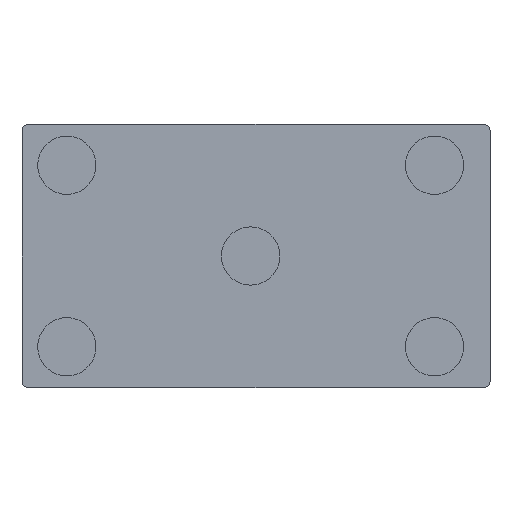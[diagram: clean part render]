
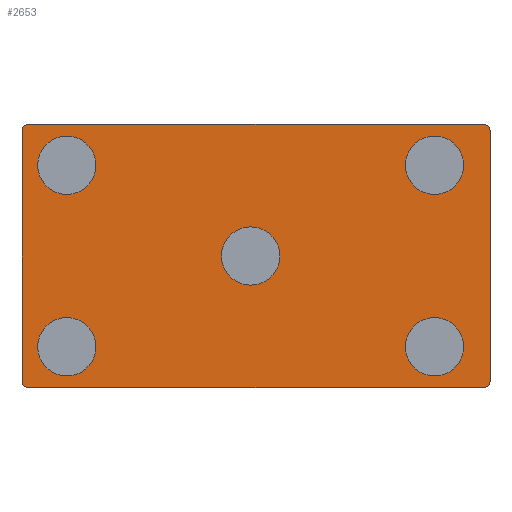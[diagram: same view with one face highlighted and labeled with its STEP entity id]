
A CAD part, front view. The second image highlights one B-rep face of the part: STEP entity #2653.
In plain terms, the highlighted planar face has unit normal (0, -1, 0).
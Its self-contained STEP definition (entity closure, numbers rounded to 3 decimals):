
#54=FACE_BOUND('',#232,.T.);
#55=FACE_BOUND('',#233,.T.);
#56=FACE_BOUND('',#234,.T.);
#57=FACE_BOUND('',#235,.T.);
#58=FACE_BOUND('',#236,.T.);
#76=FACE_OUTER_BOUND('',#231,.T.);
#231=EDGE_LOOP('',(#1755,#1756,#1757,#1758,#1759,#1760,#1761,#1762));
#232=EDGE_LOOP('',(#1763));
#233=EDGE_LOOP('',(#1764));
#234=EDGE_LOOP('',(#1765));
#235=EDGE_LOOP('',(#1766));
#236=EDGE_LOOP('',(#1767));
#408=LINE('',#3815,#730);
#409=LINE('',#3819,#731);
#410=LINE('',#3823,#732);
#411=LINE('',#3826,#733);
#730=VECTOR('',#3049,10.);
#731=VECTOR('',#3052,10.);
#732=VECTOR('',#3055,10.);
#733=VECTOR('',#3058,10.);
#1052=CIRCLE('',#2823,2.5);
#1053=CIRCLE('',#2824,2.5);
#1054=CIRCLE('',#2825,2.5);
#1055=CIRCLE('',#2826,2.5);
#1056=CIRCLE('',#2827,11.);
#1057=CIRCLE('',#2828,11.);
#1058=CIRCLE('',#2829,11.);
#1059=CIRCLE('',#2830,11.);
#1060=CIRCLE('',#2831,11.);
#1112=VERTEX_POINT('',#3811);
#1113=VERTEX_POINT('',#3812);
#1114=VERTEX_POINT('',#3814);
#1115=VERTEX_POINT('',#3816);
#1116=VERTEX_POINT('',#3818);
#1117=VERTEX_POINT('',#3820);
#1118=VERTEX_POINT('',#3822);
#1119=VERTEX_POINT('',#3824);
#1120=VERTEX_POINT('',#3827);
#1121=VERTEX_POINT('',#3829);
#1122=VERTEX_POINT('',#3831);
#1123=VERTEX_POINT('',#3833);
#1124=VERTEX_POINT('',#3835);
#1367=EDGE_CURVE('',#1112,#1113,#1052,.T.);
#1368=EDGE_CURVE('',#1114,#1112,#408,.T.);
#1369=EDGE_CURVE('',#1115,#1114,#1053,.T.);
#1370=EDGE_CURVE('',#1116,#1115,#409,.T.);
#1371=EDGE_CURVE('',#1117,#1116,#1054,.T.);
#1372=EDGE_CURVE('',#1118,#1117,#410,.T.);
#1373=EDGE_CURVE('',#1119,#1118,#1055,.T.);
#1374=EDGE_CURVE('',#1113,#1119,#411,.T.);
#1375=EDGE_CURVE('',#1120,#1120,#1056,.T.);
#1376=EDGE_CURVE('',#1121,#1121,#1057,.T.);
#1377=EDGE_CURVE('',#1122,#1122,#1058,.T.);
#1378=EDGE_CURVE('',#1123,#1123,#1059,.T.);
#1379=EDGE_CURVE('',#1124,#1124,#1060,.T.);
#1755=ORIENTED_EDGE('',*,*,#1367,.F.);
#1756=ORIENTED_EDGE('',*,*,#1368,.F.);
#1757=ORIENTED_EDGE('',*,*,#1369,.F.);
#1758=ORIENTED_EDGE('',*,*,#1370,.F.);
#1759=ORIENTED_EDGE('',*,*,#1371,.F.);
#1760=ORIENTED_EDGE('',*,*,#1372,.F.);
#1761=ORIENTED_EDGE('',*,*,#1373,.F.);
#1762=ORIENTED_EDGE('',*,*,#1374,.F.);
#1763=ORIENTED_EDGE('',*,*,#1375,.F.);
#1764=ORIENTED_EDGE('',*,*,#1376,.F.);
#1765=ORIENTED_EDGE('',*,*,#1377,.F.);
#1766=ORIENTED_EDGE('',*,*,#1378,.F.);
#1767=ORIENTED_EDGE('',*,*,#1379,.F.);
#2531=PLANE('',#2822);
#2653=ADVANCED_FACE('',(#76,#54,#55,#56,#57,#58),#2531,.T.);
#2822=AXIS2_PLACEMENT_3D('',#3810,#3045,#3046);
#2823=AXIS2_PLACEMENT_3D('',#3813,#3047,#3048);
#2824=AXIS2_PLACEMENT_3D('',#3817,#3050,#3051);
#2825=AXIS2_PLACEMENT_3D('',#3821,#3053,#3054);
#2826=AXIS2_PLACEMENT_3D('',#3825,#3056,#3057);
#2827=AXIS2_PLACEMENT_3D('',#3828,#3059,#3060);
#2828=AXIS2_PLACEMENT_3D('',#3830,#3061,#3062);
#2829=AXIS2_PLACEMENT_3D('',#3832,#3063,#3064);
#2830=AXIS2_PLACEMENT_3D('',#3834,#3065,#3066);
#2831=AXIS2_PLACEMENT_3D('',#3836,#3067,#3068);
#3045=DIRECTION('center_axis',(0.,-1.,0.));
#3046=DIRECTION('ref_axis',(0.,0.,-1.));
#3047=DIRECTION('center_axis',(0.,1.,0.));
#3048=DIRECTION('ref_axis',(-0.707,0.,-0.707));
#3049=DIRECTION('',(-1.,0.,0.));
#3050=DIRECTION('center_axis',(0.,1.,0.));
#3051=DIRECTION('ref_axis',(0.707,0.,-0.707));
#3052=DIRECTION('',(0.,0.,-1.));
#3053=DIRECTION('center_axis',(0.,1.,0.));
#3054=DIRECTION('ref_axis',(0.707,0.,0.707));
#3055=DIRECTION('',(1.,0.,0.));
#3056=DIRECTION('center_axis',(0.,1.,0.));
#3057=DIRECTION('ref_axis',(-0.707,0.,0.707));
#3058=DIRECTION('',(0.,0.,1.));
#3059=DIRECTION('center_axis',(0.,-1.,0.));
#3060=DIRECTION('ref_axis',(1.,0.,0.));
#3061=DIRECTION('center_axis',(0.,-1.,0.));
#3062=DIRECTION('ref_axis',(1.,0.,0.));
#3063=DIRECTION('center_axis',(0.,-1.,0.));
#3064=DIRECTION('ref_axis',(1.,0.,0.));
#3065=DIRECTION('center_axis',(0.,-1.,0.));
#3066=DIRECTION('ref_axis',(1.,0.,0.));
#3067=DIRECTION('center_axis',(0.,-1.,0.));
#3068=DIRECTION('ref_axis',(1.,0.,0.));
#3810=CARTESIAN_POINT('Origin',(0.,-16.413,0.));
#3811=CARTESIAN_POINT('',(-86.445,-16.413,-54.725));
#3812=CARTESIAN_POINT('',(-88.945,-16.413,-52.225));
#3813=CARTESIAN_POINT('Origin',(-86.445,-16.413,-52.225));
#3814=CARTESIAN_POINT('',(85.055,-16.413,-54.725));
#3815=CARTESIAN_POINT('',(-22.5,-16.413,-54.725));
#3816=CARTESIAN_POINT('',(87.555,-16.413,-52.225));
#3817=CARTESIAN_POINT('Origin',(85.055,-16.413,-52.225));
#3818=CARTESIAN_POINT('',(87.555,-16.413,42.225));
#3819=CARTESIAN_POINT('',(87.555,-16.413,25.));
#3820=CARTESIAN_POINT('',(85.055,-16.413,44.725));
#3821=CARTESIAN_POINT('Origin',(85.055,-16.413,42.225));
#3822=CARTESIAN_POINT('',(-86.445,-16.413,44.725));
#3823=CARTESIAN_POINT('',(62.5,-16.413,44.725));
#3824=CARTESIAN_POINT('',(-88.945,-16.413,42.225));
#3825=CARTESIAN_POINT('Origin',(-86.445,-16.413,42.225));
#3826=CARTESIAN_POINT('',(-88.945,-16.413,7.32));
#3827=CARTESIAN_POINT('',(-13.695,-16.413,-5.));
#3828=CARTESIAN_POINT('Origin',(-2.695,-16.413,-5.));
#3829=CARTESIAN_POINT('',(-83.038,-16.413,29.23));
#3830=CARTESIAN_POINT('Origin',(-72.038,-16.413,29.23));
#3831=CARTESIAN_POINT('',(55.647,-16.413,29.23));
#3832=CARTESIAN_POINT('Origin',(66.647,-16.413,29.23));
#3833=CARTESIAN_POINT('',(-83.038,-16.413,-39.23));
#3834=CARTESIAN_POINT('Origin',(-72.038,-16.413,-39.23));
#3835=CARTESIAN_POINT('',(55.647,-16.413,-39.23));
#3836=CARTESIAN_POINT('Origin',(66.647,-16.413,-39.23));
